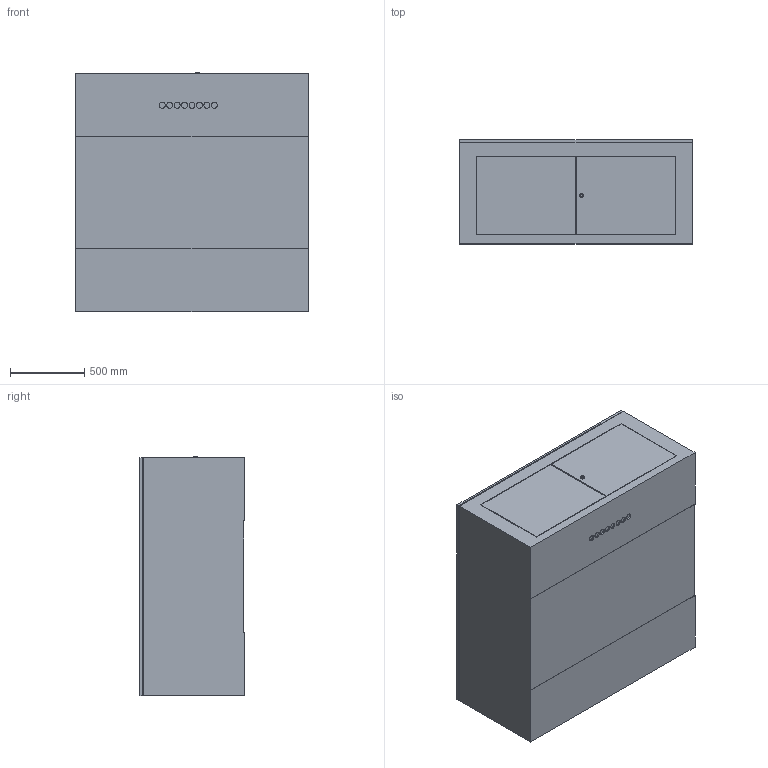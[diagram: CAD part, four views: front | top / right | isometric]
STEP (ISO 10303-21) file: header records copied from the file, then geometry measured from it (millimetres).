
FILE_DESCRIPTION(/* description */ (''),/* implementation_level */ '2;1');
FILE_NAME(/* name */ 'Part3 v1.step',/* time_stamp */ '2022-09-09T11:47:03-04:00',/* author */ (''),/* organization */ (''),/* preprocessor_version */ 'ST-DEVELOPER v19',/* originating_system */ 'Autodesk Translation Framework v11.7.0.108',/* authorisation */ '');
FILE_SCHEMA (('AUTOMOTIVE_DESIGN { 1 0 10303 214 3 1 1 }'));
Length unit declared in the file: millimetre
Products named in the file (1): Part3
Bounding box: 1560 x 700 x 1610 mm (x, y, z)
Volume: 1744466611.2 mm3; surface area: 9566806.8 mm2
Topology: 1 solids, 1 shells, 55 faces, 114 edges, 76 vertices
Faces by surface type: plane 45, cylinder 10
Full cylindrical faces by diameter (mm): 20 x1, 25 x1, 40 x8
Entity records: 1525 total; most frequent: DIRECTION 246, CARTESIAN_POINT 246, ORIENTED_EDGE 228, EDGE_CURVE 114, LINE 94, VECTOR 94, VERTEX_POINT 76, AXIS2_PLACEMENT_3D 76
